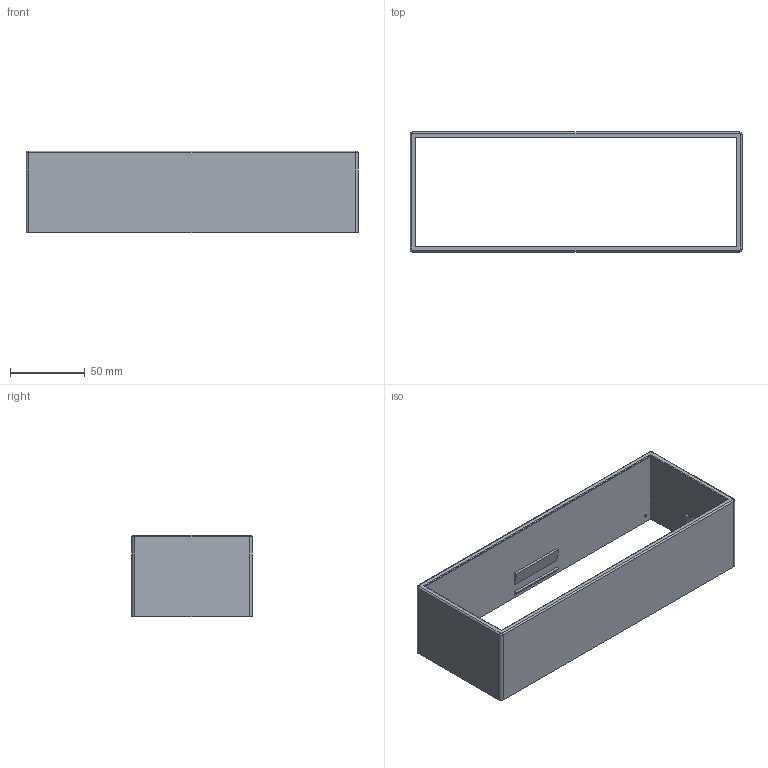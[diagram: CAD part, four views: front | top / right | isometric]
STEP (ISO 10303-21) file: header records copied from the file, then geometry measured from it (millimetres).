
FILE_DESCRIPTION(('FreeCAD Model'),'2;1');
FILE_NAME('Open CASCADE Shape Model','2025-03-02T15:23:42',(''),(''), 'Open CASCADE STEP processor 7.8','FreeCAD','Unknown');
FILE_SCHEMA(('AUTOMOTIVE_DESIGN { 1 0 10303 214 1 1 1 1 }'));
Length unit declared in the file: millimetre
Products named in the file (1): Body
Bounding box: 222.5 x 80.5 x 54.5 mm (x, y, z)
Volume: 67131.9 mm3; surface area: 69806 mm2
Topology: 1 solids, 1 shells, 63 faces, 138 edges, 88 vertices
Faces by surface type: plane 43, cylinder 16, revolution 4
Full cylindrical faces by diameter (mm): 1.5 x4
Entity records: 1774 total; most frequent: CARTESIAN_POINT 330, DIRECTION 294, ORIENTED_EDGE 276, EDGE_CURVE 138, LINE 106, VECTOR 106, AXIS2_PLACEMENT_3D 92, VERTEX_POINT 88
